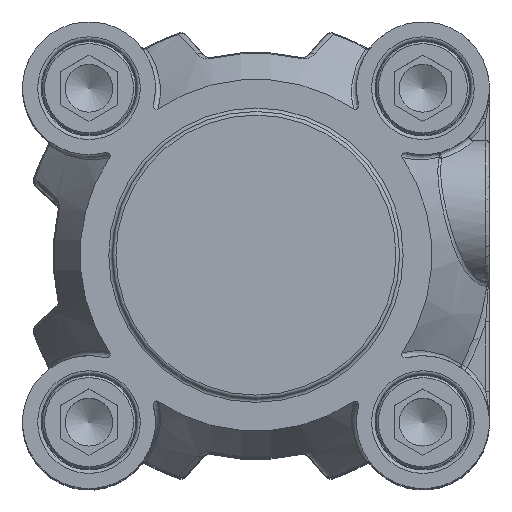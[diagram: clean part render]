
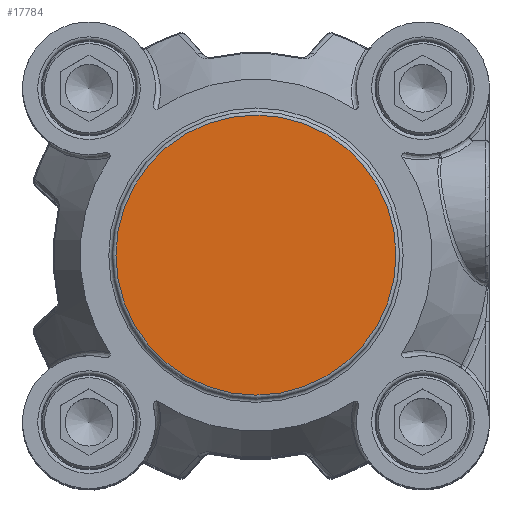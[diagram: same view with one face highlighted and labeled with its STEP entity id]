
A CAD part, top view. The second image highlights one B-rep face of the part: STEP entity #17784.
In plain terms, the highlighted planar face has unit normal (0, 0, 1).
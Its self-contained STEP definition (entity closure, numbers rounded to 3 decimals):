
#1070=PLANE('',#19147);
#2448=FACE_OUTER_BOUND('',#3513,.T.);
#3513=EDGE_LOOP('',(#12676,#12677));
#7107=CIRCLE('',#19144,19.5);
#7108=CIRCLE('',#19145,19.5);
#8140=VERTEX_POINT('',#27379);
#8141=VERTEX_POINT('',#27381);
#9895=EDGE_CURVE('',#8140,#8141,#7107,.T.);
#9896=EDGE_CURVE('',#8141,#8140,#7108,.T.);
#12676=ORIENTED_EDGE('',*,*,#9896,.F.);
#12677=ORIENTED_EDGE('',*,*,#9895,.F.);
#17784=ADVANCED_FACE('',(#2448),#1070,.F.);
#19144=AXIS2_PLACEMENT_3D('',#27382,#21276,#21277);
#19145=AXIS2_PLACEMENT_3D('',#27383,#21278,#21279);
#19147=AXIS2_PLACEMENT_3D('',#27385,#21282,#21283);
#21276=DIRECTION('center_axis',(0.,0.,-1.));
#21277=DIRECTION('ref_axis',(1.,0.,0.));
#21278=DIRECTION('center_axis',(0.,0.,-1.));
#21279=DIRECTION('ref_axis',(1.,0.,0.));
#21282=DIRECTION('center_axis',(0.,0.,-1.));
#21283=DIRECTION('ref_axis',(0.,1.,0.));
#27379=CARTESIAN_POINT('',(19.5,0.,43.));
#27381=CARTESIAN_POINT('',(-19.5,0.,43.));
#27382=CARTESIAN_POINT('Origin',(0.,0.,43.));
#27383=CARTESIAN_POINT('Origin',(0.,0.,43.));
#27385=CARTESIAN_POINT('Origin',(0.,-30.751,43.));
